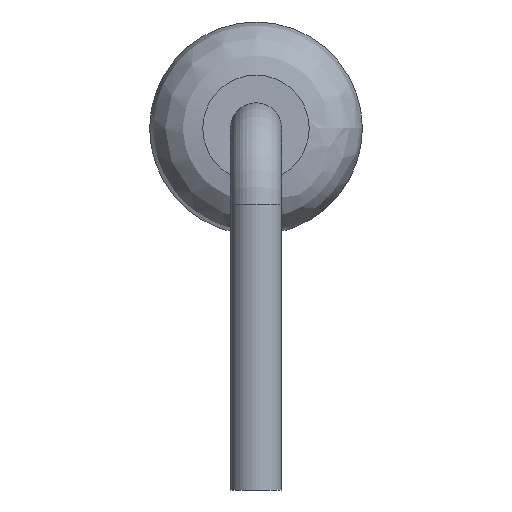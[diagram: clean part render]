
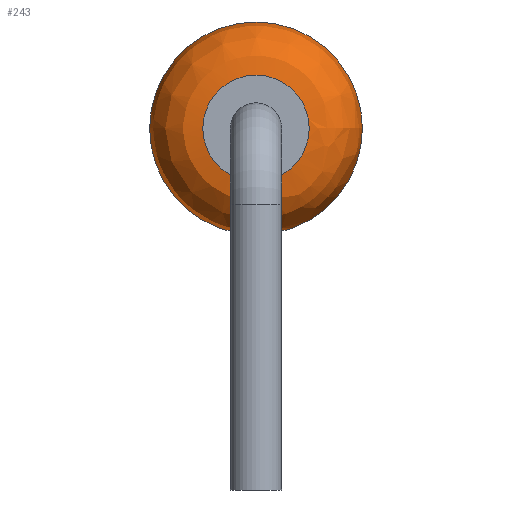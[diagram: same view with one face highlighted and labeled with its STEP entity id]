
A CAD part, left-side view. The second image highlights one B-rep face of the part: STEP entity #243.
In plain terms, the highlighted free-form (B-spline) face has degree [2, 2] with [3, 9] control points.
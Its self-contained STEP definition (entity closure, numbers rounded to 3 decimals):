
#26=(
BOUNDED_SURFACE()
B_SPLINE_SURFACE(2,2,((#406,#407,#408,#409,#410,#411,#412,#413,#414),(#415,
#416,#417,#418,#419,#420,#421,#422,#423),(#424,#425,#426,#427,#428,#429,
#430,#431,#432)),.UNSPECIFIED.,.F.,.T.,.F.)
B_SPLINE_SURFACE_WITH_KNOTS((3,3),(3,2,2,2,3),(0.,1.571),(-3.142,
-1.571,0.,1.571,3.142),.UNSPECIFIED.)
GEOMETRIC_REPRESENTATION_ITEM()
RATIONAL_B_SPLINE_SURFACE(((1.,0.707,1.,0.707,1.,
0.707,1.,0.707,1.),(0.707,0.5,
0.707,0.5,0.707,0.5,
0.707,0.5,0.707),(1.,0.707,
1.,0.707,1.,0.707,1.,0.707,1.)))
REPRESENTATION_ITEM('')
SURFACE()
);
#29=FACE_OUTER_BOUND('',#46,.T.);
#46=EDGE_LOOP('',(#159,#160,#161,#162));
#80=CIRCLE('',#274,1.25);
#82=CIRCLE('',#276,0.625);
#83=CIRCLE('',#277,0.625);
#104=VERTEX_POINT('',#401);
#106=VERTEX_POINT('',#433);
#124=EDGE_CURVE('',#104,#104,#80,.T.);
#127=EDGE_CURVE('',#106,#106,#82,.T.);
#128=EDGE_CURVE('',#106,#104,#83,.T.);
#159=ORIENTED_EDGE('',*,*,#127,.T.);
#160=ORIENTED_EDGE('',*,*,#128,.T.);
#161=ORIENTED_EDGE('',*,*,#124,.F.);
#162=ORIENTED_EDGE('',*,*,#128,.F.);
#243=ADVANCED_FACE('',(#29),#26,.F.);
#274=AXIS2_PLACEMENT_3D('',#402,#316,#317);
#276=AXIS2_PLACEMENT_3D('',#434,#321,#322);
#277=AXIS2_PLACEMENT_3D('',#435,#323,#324);
#316=DIRECTION('center_axis',(1.,0.,0.));
#317=DIRECTION('ref_axis',(0.,1.,0.));
#321=DIRECTION('center_axis',(1.,0.,0.));
#322=DIRECTION('ref_axis',(0.,1.,0.));
#323=DIRECTION('center_axis',(0.,0.,1.));
#324=DIRECTION('ref_axis',(0.,-1.,0.));
#401=CARTESIAN_POINT('',(3.825,-1.25,1.25));
#402=CARTESIAN_POINT('Origin',(3.825,0.,1.25));
#406=CARTESIAN_POINT('Ctrl Pts',(3.825,-1.25,1.25));
#407=CARTESIAN_POINT('Ctrl Pts',(3.825,-1.25,2.5));
#408=CARTESIAN_POINT('Ctrl Pts',(3.825,0.,2.5));
#409=CARTESIAN_POINT('Ctrl Pts',(3.825,1.25,2.5));
#410=CARTESIAN_POINT('Ctrl Pts',(3.825,1.25,1.25));
#411=CARTESIAN_POINT('Ctrl Pts',(3.825,1.25,0.));
#412=CARTESIAN_POINT('Ctrl Pts',(3.825,0.,0.));
#413=CARTESIAN_POINT('Ctrl Pts',(3.825,-1.25,0.));
#414=CARTESIAN_POINT('Ctrl Pts',(3.825,-1.25,1.25));
#415=CARTESIAN_POINT('Ctrl Pts',(3.2,-1.25,1.25));
#416=CARTESIAN_POINT('Ctrl Pts',(3.2,-1.25,2.5));
#417=CARTESIAN_POINT('Ctrl Pts',(3.2,0.,2.5));
#418=CARTESIAN_POINT('Ctrl Pts',(3.2,1.25,2.5));
#419=CARTESIAN_POINT('Ctrl Pts',(3.2,1.25,1.25));
#420=CARTESIAN_POINT('Ctrl Pts',(3.2,1.25,0.));
#421=CARTESIAN_POINT('Ctrl Pts',(3.2,0.,0.));
#422=CARTESIAN_POINT('Ctrl Pts',(3.2,-1.25,0.));
#423=CARTESIAN_POINT('Ctrl Pts',(3.2,-1.25,1.25));
#424=CARTESIAN_POINT('Ctrl Pts',(3.2,-0.625,1.25));
#425=CARTESIAN_POINT('Ctrl Pts',(3.2,-0.625,1.875));
#426=CARTESIAN_POINT('Ctrl Pts',(3.2,0.,1.875));
#427=CARTESIAN_POINT('Ctrl Pts',(3.2,0.625,1.875));
#428=CARTESIAN_POINT('Ctrl Pts',(3.2,0.625,1.25));
#429=CARTESIAN_POINT('Ctrl Pts',(3.2,0.625,0.625));
#430=CARTESIAN_POINT('Ctrl Pts',(3.2,0.,0.625));
#431=CARTESIAN_POINT('Ctrl Pts',(3.2,-0.625,0.625));
#432=CARTESIAN_POINT('Ctrl Pts',(3.2,-0.625,1.25));
#433=CARTESIAN_POINT('',(3.2,-0.625,1.25));
#434=CARTESIAN_POINT('Origin',(3.2,0.,1.25));
#435=CARTESIAN_POINT('Origin',(3.825,-0.625,1.25));
